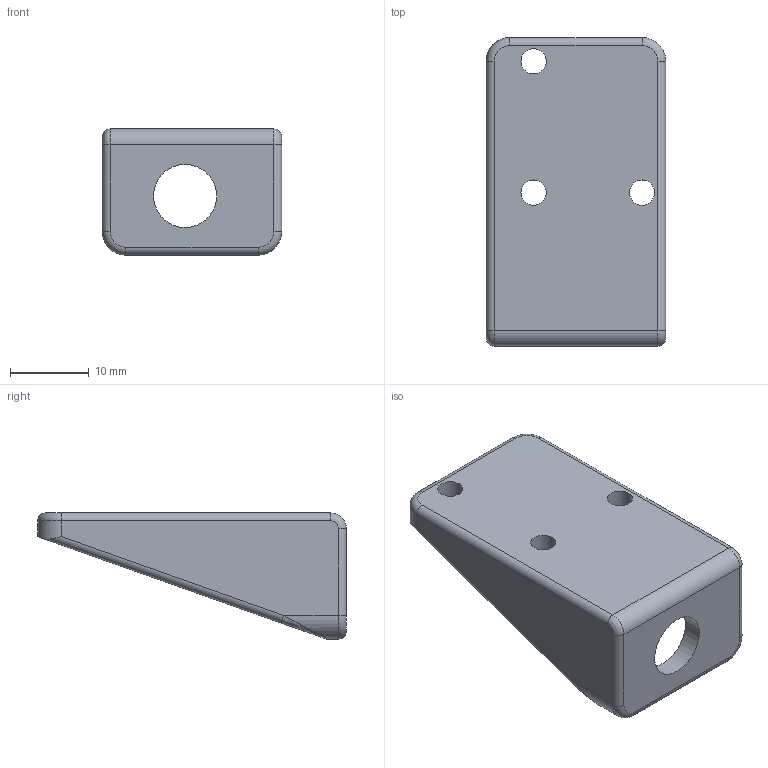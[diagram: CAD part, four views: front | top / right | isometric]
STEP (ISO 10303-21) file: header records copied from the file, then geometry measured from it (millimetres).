
FILE_DESCRIPTION(/* description */ (''),/* implementation_level */ '2;1');
FILE_NAME(/* name */ 'Inductive sensor mount.step',/* time_stamp */ '2021-09-15T04:24:26+08:00',/* author */ (''),/* organization */ (''),/* preprocessor_version */ 'ST-DEVELOPER v18.1',/* originating_system */ 'Autodesk Translation Framework v10.10.0.1391',/* authorisation */ '');
FILE_SCHEMA (('AUTOMOTIVE_DESIGN { 1 0 10303 214 3 1 1 }'));
Length unit declared in the file: millimetre
Products named in the file (1): Inductive sensor mount
Bounding box: 22.75 x 39.12 x 16 mm (x, y, z)
Volume: 3771.3 mm3; surface area: 3076.6 mm2
Topology: 1 solids, 1 shells, 50 faces, 120 edges, 72 vertices
Faces by surface type: cylinder 26, plane 12, torus 8, bspline 4
Full cylindrical faces by diameter (mm): 3.2 x3, 8 x1
Entity records: 1626 total; most frequent: CARTESIAN_POINT 397, DIRECTION 267, ORIENTED_EDGE 240, EDGE_CURVE 120, AXIS2_PLACEMENT_3D 108, VERTEX_POINT 72, EDGE_LOOP 58, CIRCLE 54
